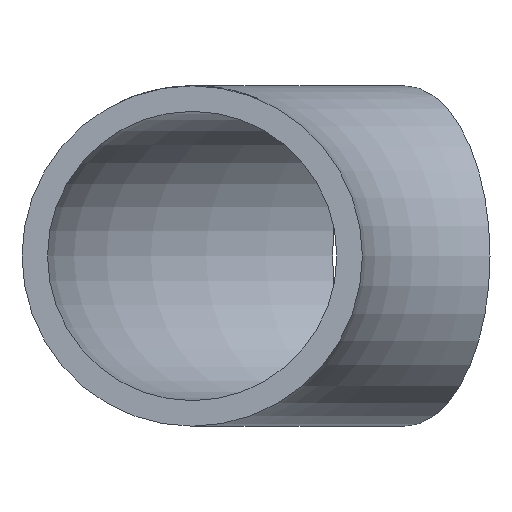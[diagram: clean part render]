
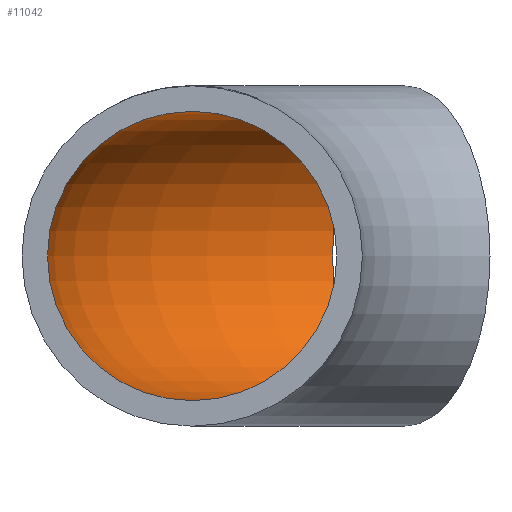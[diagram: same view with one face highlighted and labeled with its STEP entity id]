
A CAD part, front view. The second image highlights one B-rep face of the part: STEP entity #11042.
In plain terms, the highlighted toroidal (fillet/blend) face has major radius 25 mm and minor radius 8.5 mm.
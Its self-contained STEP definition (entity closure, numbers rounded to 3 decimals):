
#280 = CARTESIAN_POINT ( 'NONE',  ( -16.75, 29.012, 0. ) ) ;
#436 = EDGE_CURVE ( 'NONE', #12496, #12496, #12114, .T. ) ;
#773 = AXIS2_PLACEMENT_3D ( 'NONE', #2393, #6553, #6628 ) ;
#2357 = EDGE_CURVE ( 'NONE', #9590, #9590, #6913, .T. ) ;
#2393 = CARTESIAN_POINT ( 'NONE',  ( -25., 0., 0. ) ) ;
#2705 = EDGE_LOOP ( 'NONE', ( #9194 ) ) ;
#3950 = FACE_OUTER_BOUND ( 'NONE', #12441, .T. ) ;
#4016 = FACE_OUTER_BOUND ( 'NONE', #2705, .T. ) ;
#4530 = AXIS2_PLACEMENT_3D ( 'NONE', #7533, #7451, #8493 ) ;
#5256 = CARTESIAN_POINT ( 'NONE',  ( 0., 0., 0. ) ) ;
#5424 = CARTESIAN_POINT ( 'NONE',  ( -25., 0., 8.5 ) ) ;
#5779 = AXIS2_PLACEMENT_3D ( 'NONE', #5256, #7365, #11280 ) ;
#5995 = ORIENTED_EDGE ( 'NONE', *, *, #2357, .T. ) ;
#6553 = DIRECTION ( 'NONE',  ( 0., 1., 0. ) ) ;
#6628 = DIRECTION ( 'NONE',  ( 0., 0., 1. ) ) ;
#6913 = CIRCLE ( 'NONE', #4530, 8.5 ) ;
#7365 = DIRECTION ( 'NONE',  ( 0., 0., -1. ) ) ;
#7451 = DIRECTION ( 'NONE',  ( 0.866, 0.5, 0. ) ) ;
#7533 = CARTESIAN_POINT ( 'NONE',  ( -12.5, 21.651, 0. ) ) ;
#8493 = DIRECTION ( 'NONE',  ( -0.5, 0.866, 0. ) ) ;
#9194 = ORIENTED_EDGE ( 'NONE', *, *, #436, .F. ) ;
#9590 = VERTEX_POINT ( 'NONE', #280 ) ;
#11042 = ADVANCED_FACE ( 'NONE', ( #3950, #4016 ), #11648, .F. ) ;
#11280 = DIRECTION ( 'NONE',  ( -1., 0., 0. ) ) ;
#11648 = TOROIDAL_SURFACE ( 'NONE', #5779, 25., 8.5 ) ;
#12114 = CIRCLE ( 'NONE', #773, 8.5 ) ;
#12441 = EDGE_LOOP ( 'NONE', ( #5995 ) ) ;
#12496 = VERTEX_POINT ( 'NONE', #5424 ) ;
